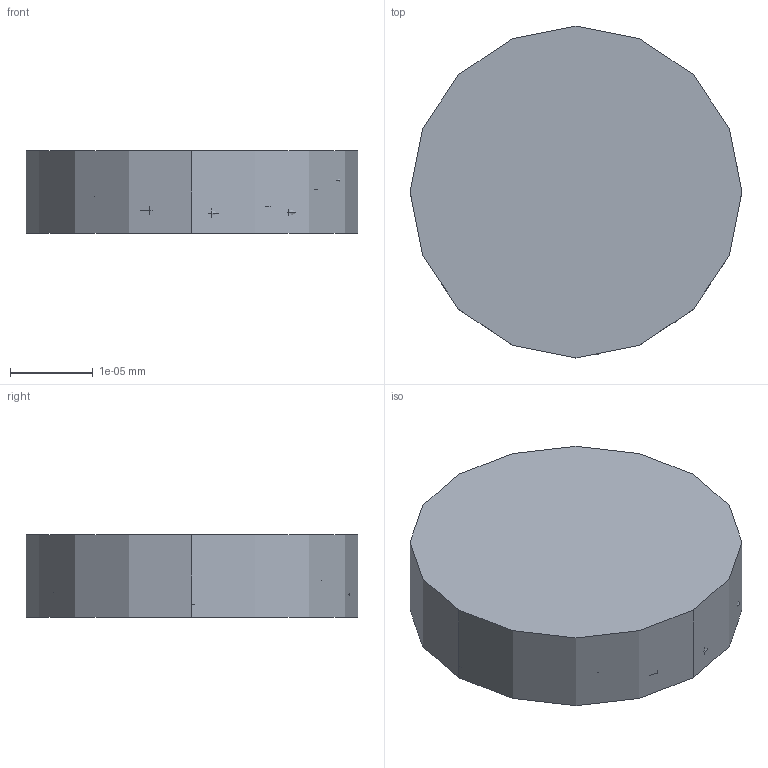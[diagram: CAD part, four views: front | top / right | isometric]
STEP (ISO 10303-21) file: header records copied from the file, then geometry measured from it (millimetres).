
FILE_DESCRIPTION( ( 'STEP AP203' ), '1' );
FILE_NAME( '3190no_intersect.step', ' ', ( ' ' ), ( ' ' ), 'PSStep 23.0.58', ' ', ' ' );
FILE_SCHEMA( ( 'CONFIG_CONTROL_DESIGN' ) );
Length unit declared in the file: micrometre
Products named in the file (1): 1
Bounding box: 0 x 0 x 0 mm (x, y, z)
Volume: 0 mm3; surface area: 0 mm2
Topology: 1 solids, 188 shells, 1526 faces, 3828 edges, 1160 vertices
Faces by surface type: sphere 1520, cylinder 4, plane 2
Entity records: 33418 total; most frequent: DIRECTION 7666, CARTESIAN_POINT 4995, ORIENTED_EDGE 4616, AXIS2_PLACEMENT_3D 3831, EDGE_CURVE 2308, CIRCLE 2304, EDGE_LOOP 1528, ADVANCED_FACE 1526
